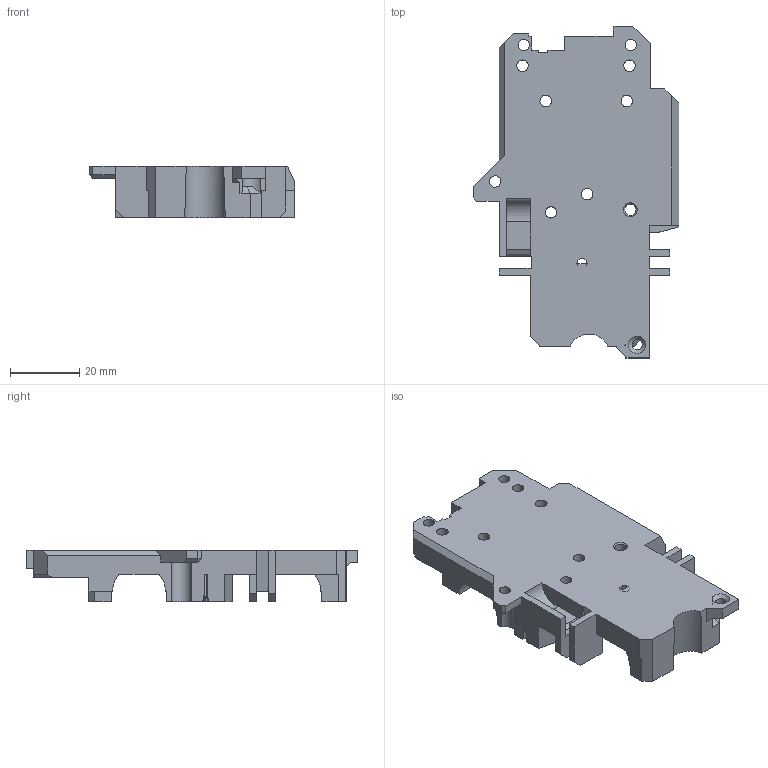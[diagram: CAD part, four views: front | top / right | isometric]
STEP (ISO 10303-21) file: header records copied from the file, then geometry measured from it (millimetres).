
FILE_DESCRIPTION(('HOOPS Exchange Step'),'2;1');
FILE_NAME('temp_export.step','2020-08-05T10:26:20-07:00',('mobile'),('Shapr3D Limited'),'HOOPS Exchange 2018.1','Shapr3D','Authorized');
FILE_SCHEMA( ('AP203_CONFIGURATION_CONTROLLED_3D_DESIGN_OF_MECHANICAL_PARTS_AND_ASSEMBLIES_MIM_LF') );
Length unit declared in the file: millimetre
Products named in the file (1): Prusa carriage
Bounding box: 59.51 x 96.2 x 15 mm (x, y, z)
Volume: 36030.8 mm3; surface area: 17987 mm2
Topology: 1 solids, 1 shells, 465 faces, 1380 edges, 914 vertices
Faces by surface type: plane 414, cylinder 48, cone 3
Full cylindrical faces by diameter (mm): 3 x1, 3.3 x12, 3.4 x4, 5.8 x2, 6.4 x1
Entity records: 15566 total; most frequent: CARTESIAN_POINT 2865, ORIENTED_EDGE 2760, DIRECTION 2464, EDGE_CURVE 1380, VECTOR 1200, LINE 1200, VERTEX_POINT 914, AXIS2_PLACEMENT_3D 632
